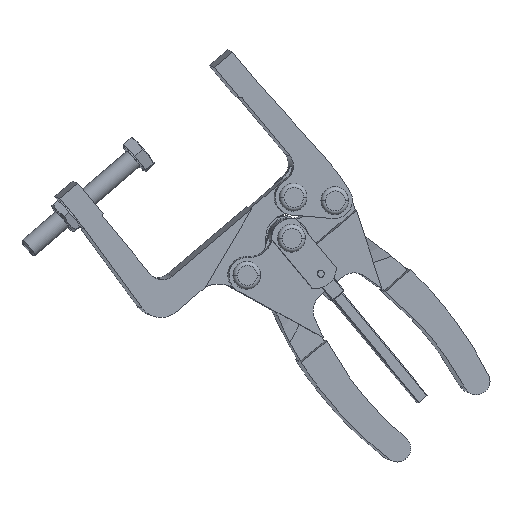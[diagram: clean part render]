
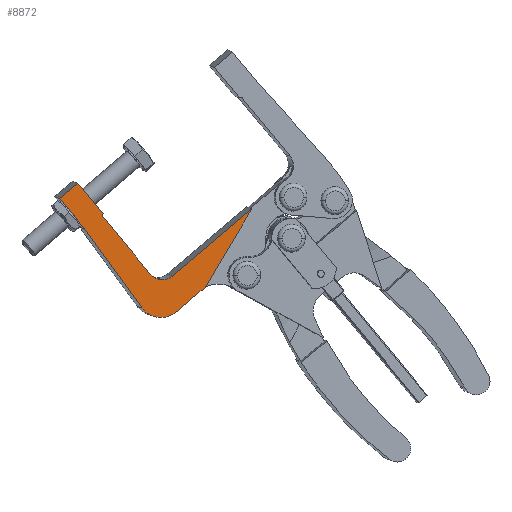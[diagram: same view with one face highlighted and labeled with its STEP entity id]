
A CAD part, top view. The second image highlights one B-rep face of the part: STEP entity #8872.
In plain terms, the highlighted planar face has unit normal (0.164, -0.069, 0.984).
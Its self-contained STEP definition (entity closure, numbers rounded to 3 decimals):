
#8558=AXIS2_PLACEMENT_3D('Circle Axis2P3D',#8556,#8557,$) ;
#8575=AXIS2_PLACEMENT_3D('Circle Axis2P3D',#8573,#8574,$) ;
#8738=AXIS2_PLACEMENT_3D('Plane Axis2P3D',#8735,#8736,#8737) ;
#8537=CARTESIAN_POINT('Vertex',(151.94,96.008,23.274)) ;
#8553=CARTESIAN_POINT('Vertex',(160.971,98.766,21.965)) ;
#8556=CARTESIAN_POINT('Axis2P3D Location',(153.423,107.902,23.855)) ;
#8573=CARTESIAN_POINT('Axis2P3D Location',(153.423,107.902,23.855)) ;
#8577=CARTESIAN_POINT('Vertex',(143.845,100.757,24.949)) ;
#8716=CARTESIAN_POINT('Line Origine',(166.94,103.83,21.326)) ;
#8720=CARTESIAN_POINT('Vertex',(172.908,108.893,20.687)) ;
#8735=CARTESIAN_POINT('Axis2P3D Location',(111.78,163.217,34.626)) ;
#8740=CARTESIAN_POINT('Line Origine',(187.108,130.459,19.83)) ;
#8744=CARTESIAN_POINT('Vertex',(175.256,110.502,20.409)) ;
#8746=CARTESIAN_POINT('Vertex',(198.961,150.417,19.251)) ;
#8749=CARTESIAN_POINT('Line Origine',(179.101,133.57,21.377)) ;
#8753=CARTESIAN_POINT('Vertex',(159.242,116.723,23.503)) ;
#8757=CARTESIAN_POINT('Control Point',(153.468,114.859,24.332)) ;
#8758=CARTESIAN_POINT('Control Point',(153.867,114.826,24.264)) ;
#8759=CARTESIAN_POINT('Control Point',(154.269,114.818,24.197)) ;
#8760=CARTESIAN_POINT('Control Point',(154.67,114.836,24.131)) ;
#8761=CARTESIAN_POINT('Control Point',(155.888,114.969,23.938)) ;
#8762=CARTESIAN_POINT('Control Point',(157.068,115.337,23.768)) ;
#8763=CARTESIAN_POINT('Control Point',(157.826,115.688,23.666)) ;
#8764=CARTESIAN_POINT('Control Point',(158.547,116.143,23.578)) ;
#8765=CARTESIAN_POINT('Control Point',(159.198,116.686,23.508)) ;
#8766=CARTESIAN_POINT('Control Point',(159.213,116.698,23.506)) ;
#8767=CARTESIAN_POINT('Control Point',(159.227,116.71,23.505)) ;
#8768=CARTESIAN_POINT('Control Point',(159.242,116.723,23.503)) ;
#8769=CARTESIAN_POINT('Vertex',(153.468,114.859,24.332)) ;
#8773=CARTESIAN_POINT('Control Point',(148.13,117.655,25.414)) ;
#8774=CARTESIAN_POINT('Control Point',(148.653,117.022,25.283)) ;
#8775=CARTESIAN_POINT('Control Point',(149.258,116.459,25.143)) ;
#8776=CARTESIAN_POINT('Control Point',(149.933,115.979,24.998)) ;
#8777=CARTESIAN_POINT('Control Point',(151.036,115.398,24.774)) ;
#8778=CARTESIAN_POINT('Control Point',(152.226,115.048,24.552)) ;
#8779=CARTESIAN_POINT('Control Point',(152.636,114.957,24.478)) ;
#8780=CARTESIAN_POINT('Control Point',(153.051,114.894,24.404)) ;
#8781=CARTESIAN_POINT('Control Point',(153.468,114.859,24.332)) ;
#8782=CARTESIAN_POINT('Vertex',(148.13,117.655,25.414)) ;
#8785=CARTESIAN_POINT('Line Origine',(136.179,132.12,28.407)) ;
#8789=CARTESIAN_POINT('Vertex',(124.229,146.585,31.4)) ;
#8793=CARTESIAN_POINT('Control Point',(124.007,147.312,31.487)) ;
#8794=CARTESIAN_POINT('Control Point',(124.003,147.273,31.485)) ;
#8795=CARTESIAN_POINT('Control Point',(124.001,147.234,31.483)) ;
#8796=CARTESIAN_POINT('Control Point',(124.001,147.195,31.48)) ;
#8797=CARTESIAN_POINT('Control Point',(124.008,147.059,31.469)) ;
#8798=CARTESIAN_POINT('Control Point',(124.038,146.925,31.455)) ;
#8799=CARTESIAN_POINT('Control Point',(124.071,146.833,31.443)) ;
#8800=CARTESIAN_POINT('Control Point',(124.124,146.727,31.427)) ;
#8801=CARTESIAN_POINT('Control Point',(124.192,146.632,31.409)) ;
#8802=CARTESIAN_POINT('Control Point',(124.204,146.616,31.406)) ;
#8803=CARTESIAN_POINT('Control Point',(124.216,146.6,31.403)) ;
#8804=CARTESIAN_POINT('Control Point',(124.229,146.585,31.4)) ;
#8805=CARTESIAN_POINT('Vertex',(124.007,147.312,31.487)) ;
#8809=CARTESIAN_POINT('Control Point',(124.36,147.991,31.476)) ;
#8810=CARTESIAN_POINT('Control Point',(124.285,147.927,31.484)) ;
#8811=CARTESIAN_POINT('Control Point',(124.218,147.855,31.49)) ;
#8812=CARTESIAN_POINT('Control Point',(124.161,147.775,31.494)) ;
#8813=CARTESIAN_POINT('Control Point',(124.084,147.636,31.497)) ;
#8814=CARTESIAN_POINT('Control Point',(124.036,147.486,31.494)) ;
#8815=CARTESIAN_POINT('Control Point',(124.022,147.429,31.493)) ;
#8816=CARTESIAN_POINT('Control Point',(124.012,147.37,31.49)) ;
#8817=CARTESIAN_POINT('Control Point',(124.007,147.312,31.487)) ;
#8818=CARTESIAN_POINT('Vertex',(124.36,147.991,31.476)) ;
#8821=CARTESIAN_POINT('Line Origine',(118.07,155.604,33.051)) ;
#8825=CARTESIAN_POINT('Vertex',(111.78,163.217,34.626)) ;
#8828=CARTESIAN_POINT('Line Origine',(107.22,159.348,35.114)) ;
#8832=CARTESIAN_POINT('Vertex',(102.66,155.48,35.602)) ;
#8835=CARTESIAN_POINT('Line Origine',(108.95,147.867,34.027)) ;
#8839=CARTESIAN_POINT('Vertex',(115.239,140.253,32.452)) ;
#8842=CARTESIAN_POINT('Line Origine',(129.542,120.505,28.701)) ;
#8848=CARTESIAN_POINT('Control Point',(175.256,110.502,20.409)) ;
#8849=CARTESIAN_POINT('Control Point',(174.759,110.224,20.473)) ;
#8850=CARTESIAN_POINT('Control Point',(174.274,109.924,20.532)) ;
#8851=CARTESIAN_POINT('Control Point',(173.803,109.601,20.588)) ;
#8852=CARTESIAN_POINT('Control Point',(173.348,109.257,20.64)) ;
#8853=CARTESIAN_POINT('Control Point',(172.908,108.893,20.687)) ;
#8557=DIRECTION('Axis2P3D Direction',(0.164,-0.069,0.984)) ;
#8574=DIRECTION('Axis2P3D Direction',(0.164,-0.069,0.984)) ;
#8717=DIRECTION('Vector Direction',(-0.76,-0.645,0.081)) ;
#8736=DIRECTION('Axis2P3D Direction',(-0.164,0.069,-0.984)) ;
#8737=DIRECTION('Axis2P3D XDirection',(-0.76,-0.645,0.081)) ;
#8741=DIRECTION('Vector Direction',(0.51,0.86,-0.025)) ;
#8750=DIRECTION('Vector Direction',(0.76,0.645,-0.081)) ;
#8786=DIRECTION('Vector Direction',(0.629,-0.761,-0.158)) ;
#8822=DIRECTION('Vector Direction',(0.629,-0.761,-0.158)) ;
#8829=DIRECTION('Vector Direction',(0.76,0.645,-0.081)) ;
#8836=DIRECTION('Vector Direction',(-0.629,0.761,0.158)) ;
#8843=DIRECTION('Vector Direction',(-0.58,0.8,0.152)) ;
#8718=VECTOR('Line Direction',#8717,1.) ;
#8742=VECTOR('Line Direction',#8741,1.) ;
#8751=VECTOR('Line Direction',#8750,1.) ;
#8787=VECTOR('Line Direction',#8786,1.) ;
#8823=VECTOR('Line Direction',#8822,1.) ;
#8830=VECTOR('Line Direction',#8829,1.) ;
#8837=VECTOR('Line Direction',#8836,1.) ;
#8844=VECTOR('Line Direction',#8843,1.) ;
#8856=ORIENTED_EDGE('',*,*,#8748,.T.) ;
#8857=ORIENTED_EDGE('',*,*,#8755,.F.) ;
#8858=ORIENTED_EDGE('',*,*,#8771,.F.) ;
#8859=ORIENTED_EDGE('',*,*,#8784,.F.) ;
#8860=ORIENTED_EDGE('',*,*,#8791,.F.) ;
#8861=ORIENTED_EDGE('',*,*,#8807,.F.) ;
#8862=ORIENTED_EDGE('',*,*,#8820,.F.) ;
#8863=ORIENTED_EDGE('',*,*,#8827,.F.) ;
#8864=ORIENTED_EDGE('',*,*,#8834,.F.) ;
#8865=ORIENTED_EDGE('',*,*,#8841,.F.) ;
#8866=ORIENTED_EDGE('',*,*,#8846,.F.) ;
#8867=ORIENTED_EDGE('',*,*,#8579,.F.) ;
#8868=ORIENTED_EDGE('',*,*,#8560,.F.) ;
#8869=ORIENTED_EDGE('',*,*,#8722,.F.) ;
#8870=ORIENTED_EDGE('',*,*,#8854,.F.) ;
#8872=ADVANCED_FACE('PartBody',(#8871),#8739,.F.) ;
#8756=B_SPLINE_CURVE_WITH_KNOTS('',5,(#8757,#8758,#8759,#8760,#8761,#8762,#8763,#8764,#8765,#8766,#8767,#8768),.UNSPECIFIED.,.F.,.U.,(6,3,3,6),(8.886,11.757,17.636,17.771),.UNSPECIFIED.) ;
#8772=B_SPLINE_CURVE_WITH_KNOTS('',5,(#8773,#8774,#8775,#8776,#8777,#8778,#8779,#8780,#8781),.UNSPECIFIED.,.F.,.U.,(6,3,6),(0.,5.879,8.886),.UNSPECIFIED.) ;
#8792=B_SPLINE_CURVE_WITH_KNOTS('',5,(#8793,#8794,#8795,#8796,#8797,#8798,#8799,#8800,#8801,#8802,#8803,#8804),.UNSPECIFIED.,.F.,.U.,(6,3,3,6),(1.111,1.386,2.078,2.221),.UNSPECIFIED.) ;
#8808=B_SPLINE_CURVE_WITH_KNOTS('',5,(#8809,#8810,#8811,#8812,#8813,#8814,#8815,#8816,#8817),.UNSPECIFIED.,.F.,.U.,(6,3,6),(0.,0.693,1.111),.UNSPECIFIED.) ;
#8847=B_SPLINE_CURVE_WITH_KNOTS('',5,(#8848,#8849,#8850,#8851,#8852,#8853),.UNSPECIFIED.,.F.,.U.,(6,6),(0.,4.049),.UNSPECIFIED.) ;
#8559=CIRCLE('generated circle',#8558,12.) ;
#8576=CIRCLE('generated circle',#8575,12.) ;
#8560=EDGE_CURVE('',#8554,#8538,#8559,.F.) ;
#8579=EDGE_CURVE('',#8538,#8578,#8576,.F.) ;
#8722=EDGE_CURVE('',#8721,#8554,#8719,.T.) ;
#8748=EDGE_CURVE('',#8745,#8747,#8743,.T.) ;
#8755=EDGE_CURVE('',#8754,#8747,#8752,.T.) ;
#8771=EDGE_CURVE('',#8770,#8754,#8756,.T.) ;
#8784=EDGE_CURVE('',#8783,#8770,#8772,.T.) ;
#8791=EDGE_CURVE('',#8790,#8783,#8788,.T.) ;
#8807=EDGE_CURVE('',#8806,#8790,#8792,.T.) ;
#8820=EDGE_CURVE('',#8819,#8806,#8808,.T.) ;
#8827=EDGE_CURVE('',#8826,#8819,#8824,.T.) ;
#8834=EDGE_CURVE('',#8833,#8826,#8831,.T.) ;
#8841=EDGE_CURVE('',#8840,#8833,#8838,.T.) ;
#8846=EDGE_CURVE('',#8578,#8840,#8845,.T.) ;
#8854=EDGE_CURVE('',#8745,#8721,#8847,.T.) ;
#8855=EDGE_LOOP('',(#8856,#8857,#8858,#8859,#8860,#8861,#8862,#8863,#8864,#8865,#8866,#8867,#8868,#8869,#8870)) ;
#8871=FACE_OUTER_BOUND('',#8855,.T.) ;
#8719=LINE('Line',#8716,#8718) ;
#8743=LINE('Line',#8740,#8742) ;
#8752=LINE('Line',#8749,#8751) ;
#8788=LINE('Line',#8785,#8787) ;
#8824=LINE('Line',#8821,#8823) ;
#8831=LINE('Line',#8828,#8830) ;
#8838=LINE('Line',#8835,#8837) ;
#8845=LINE('Line',#8842,#8844) ;
#8739=PLANE('Plane',#8738) ;
#8538=VERTEX_POINT('',#8537) ;
#8554=VERTEX_POINT('',#8553) ;
#8578=VERTEX_POINT('',#8577) ;
#8721=VERTEX_POINT('',#8720) ;
#8745=VERTEX_POINT('',#8744) ;
#8747=VERTEX_POINT('',#8746) ;
#8754=VERTEX_POINT('',#8753) ;
#8770=VERTEX_POINT('',#8769) ;
#8783=VERTEX_POINT('',#8782) ;
#8790=VERTEX_POINT('',#8789) ;
#8806=VERTEX_POINT('',#8805) ;
#8819=VERTEX_POINT('',#8818) ;
#8826=VERTEX_POINT('',#8825) ;
#8833=VERTEX_POINT('',#8832) ;
#8840=VERTEX_POINT('',#8839) ;
